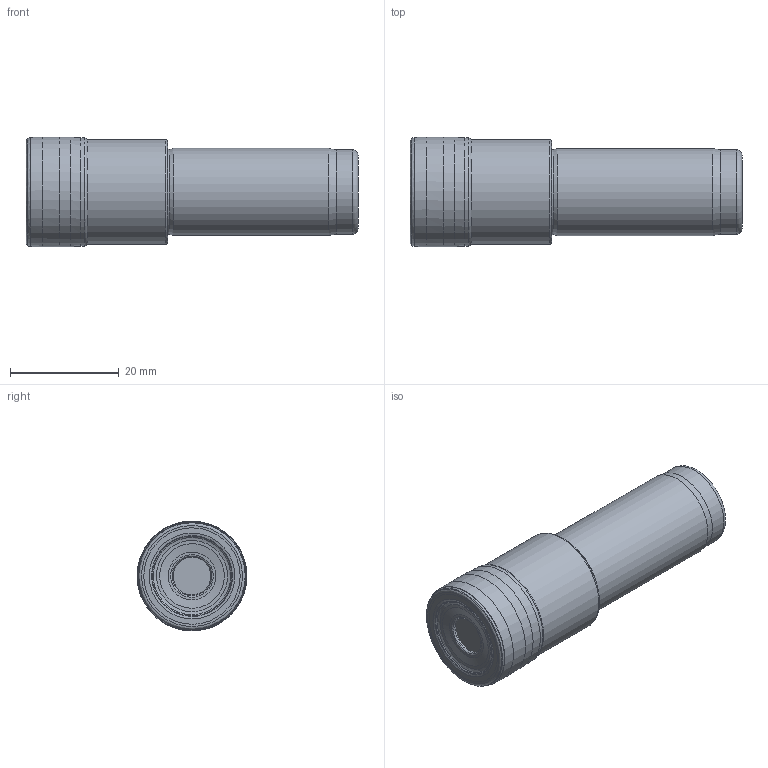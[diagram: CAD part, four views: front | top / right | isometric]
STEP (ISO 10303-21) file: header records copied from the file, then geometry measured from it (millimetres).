
FILE_DESCRIPTION(/* description */ (''),/* implementation_level */ '2;1');
FILE_NAME(/* name */ 'AEM90-BD11T3-D20-W16-L61-Z03.stp',/* time_stamp */ '2023-10-20T14:12:23+03:00',/* author */ (''),/* organization */ (''),/* preprocessor_version */ 'ST-DEVELOPER v19.4',/* originating_system */ 'SIEMENS PLM Software NX2306.3001',/* authorisation */ '');
FILE_SCHEMA (('AUTOMOTIVE_DESIGN { 1 0 10303 214 3 1 1 1 }'));
Length unit declared in the file: millimetre
Products named in the file (1): AEM90-BD11T3-D20-W16-L61-Z03
Bounding box: 61 x 20.19 x 20.19 mm (x, y, z)
Volume: 17373.1 mm3; surface area: 5240.4 mm2
Topology: 2 solids, 2 shells, 62 faces, 157 edges, 100 vertices
Faces by surface type: revolution 39, torus 8, cone 6, plane 5, cylinder 4
Full cylindrical faces by diameter (mm): 15.5 x1, 15.6 x1, 16 x1, 19.3 x1
Entity records: 1765 total; most frequent: CARTESIAN_POINT 521, DIRECTION 209, EDGE_LOOP 122, ORIENTED_EDGE 122, FACE_BOUND 120, AXIS2_PLACEMENT_3D 85, ADVANCED_FACE 62, VERTEX_POINT 61
